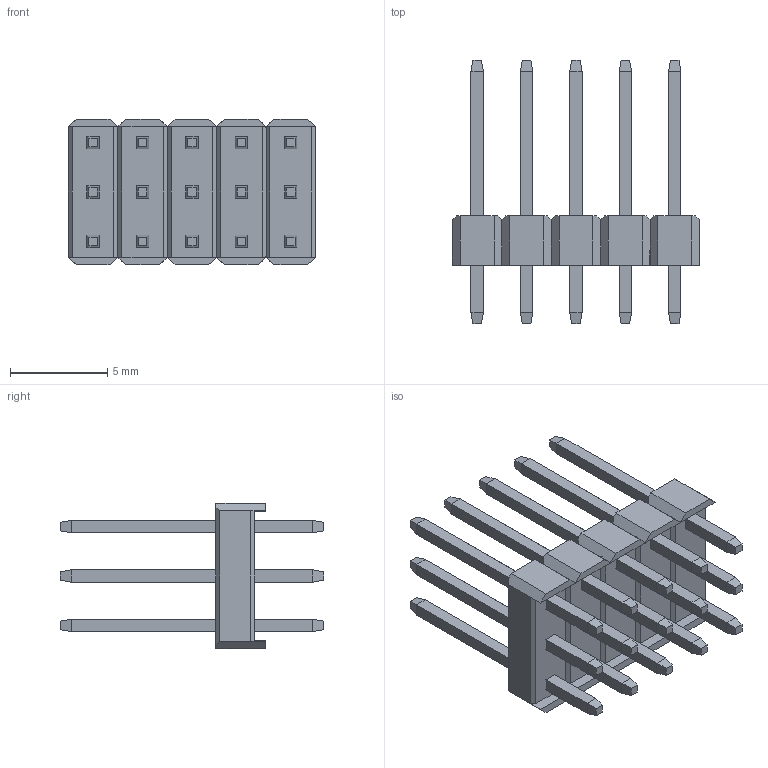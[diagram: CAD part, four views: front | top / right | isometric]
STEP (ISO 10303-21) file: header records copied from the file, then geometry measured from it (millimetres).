
FILE_DESCRIPTION (( 'STEP AP214' ), '1' );
FILE_NAME ('3x5 Male Pin Header.STEP', '2018-11-17T18:45:21', ( 'M.B.I.' ), ( '' ), 'SwSTEP 2.0', '', '' );
FILE_SCHEMA (( 'AUTOMOTIVE_DESIGN' ));
Length unit declared in the file: millimetre
Products named in the file (1): 3x5 Male Pin Header
Bounding box: 12.71 x 13.54 x 7.5 mm (x, y, z)
Volume: 258.2 mm3; surface area: 890.8 mm2
Topology: 16 solids, 16 shells, 378 faces, 904 edges, 558 vertices
Faces by surface type: plane 378
Entity records: 10765 total; most frequent: CARTESIAN_POINT 1841, ORIENTED_EDGE 1808, DIRECTION 1662, EDGE_CURVE 904, LINE 904, VECTOR 904, VERTEX_POINT 558, EDGE_LOOP 408
